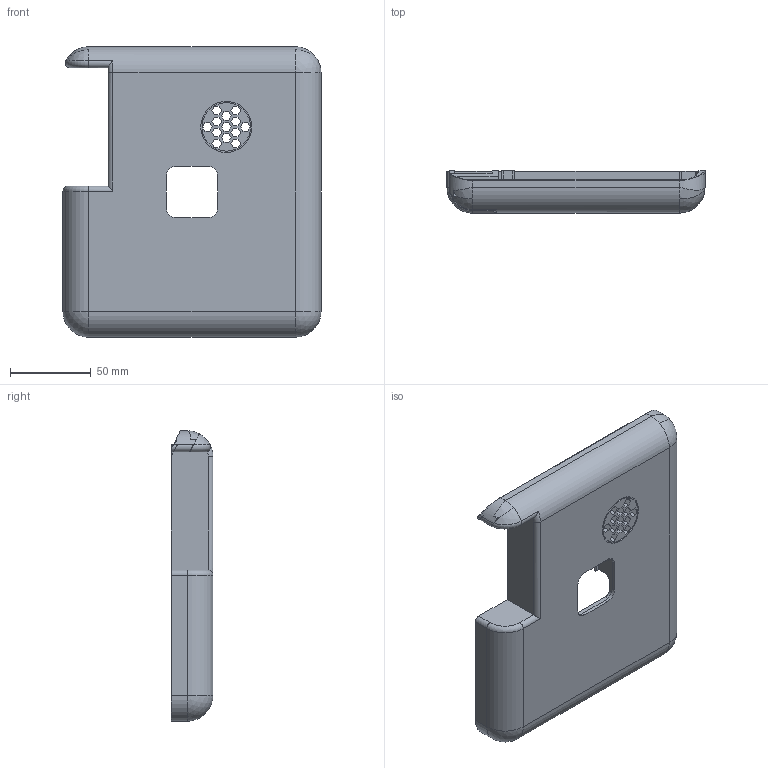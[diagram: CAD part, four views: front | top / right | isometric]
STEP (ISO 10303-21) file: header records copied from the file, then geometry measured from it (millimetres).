
FILE_DESCRIPTION(/* description */ (''),/* implementation_level */ '2;1');
FILE_NAME(/* name */ 'Cover.step',/* time_stamp */ '2025-07-01T15:58:55-06:00',/* author */ (''),/* organization */ (''),/* preprocessor_version */ 'ST-DEVELOPER v20.1',/* originating_system */ 'Autodesk Translation Framework v14.10.0.0',/* authorisation */ '');
FILE_SCHEMA (('AUTOMOTIVE_DESIGN { 1 0 10303 214 3 1 1 }'));
Length unit declared in the file: millimetre
Products named in the file (1): Joserra_Case
Bounding box: 160 x 26 x 180 mm (x, y, z)
Volume: 142302.4 mm3; surface area: 82152.3 mm2
Topology: 1 solids, 2 shells, 293 faces, 754 edges, 479 vertices
Faces by surface type: plane 205, cylinder 55, sphere 11, bspline 8, cone 8, torus 6
Full cylindrical faces by diameter (mm): 3.7 x4, 30 x1, 31.6 x1
Entity records: 9075 total; most frequent: CARTESIAN_POINT 1795, ORIENTED_EDGE 1508, DIRECTION 1461, EDGE_CURVE 754, LINE 589, VECTOR 589, VERTEX_POINT 479, AXIS2_PLACEMENT_3D 436
